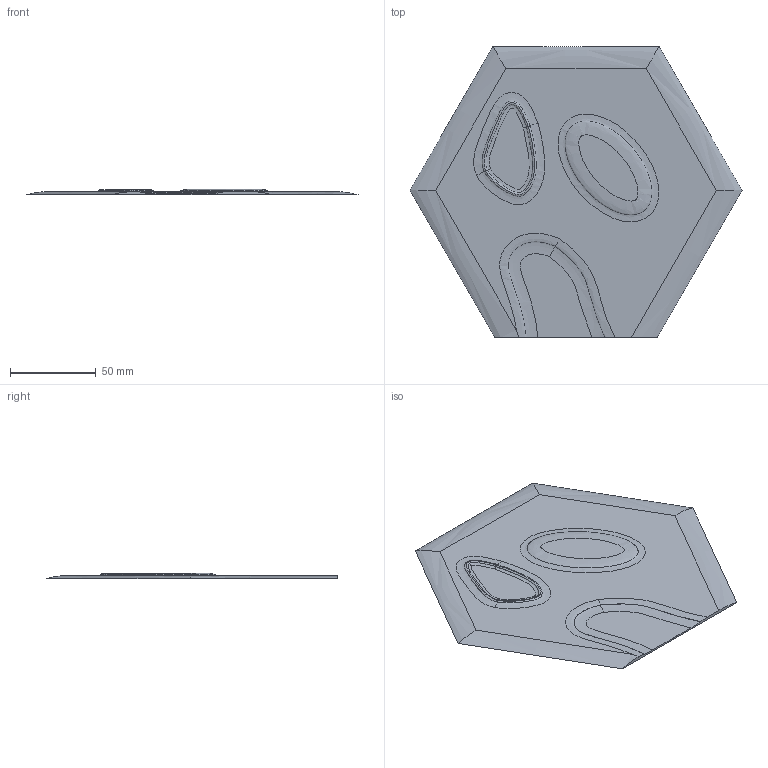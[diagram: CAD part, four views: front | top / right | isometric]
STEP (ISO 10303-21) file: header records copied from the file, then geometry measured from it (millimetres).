
FILE_DESCRIPTION(('STEP AP214'), '1');
FILE_NAME('2.3', '', ('UNSPECIFIED'), ('UNSPECIFIED'), 'C3D Converter', 'C3D Toolkit', '');
FILE_SCHEMA(('AUTOMOTIVE_DESIGN { 1 0 10303 214 3 1 1}'));
Length unit declared in the file: millimetre
Bounding box: 193.97 x 169.99 x 3.5 mm (x, y, z)
Volume: 46248 mm3; surface area: 49738.4 mm2
Topology: 1 solids, 1 shells, 38 faces, 78 edges, 50 vertices
Faces by surface type: bspline 20, plane 12, cylinder 6
Full cylindrical faces by diameter (mm): 5 x6
Entity records: 8965 total; most frequent: CARTESIAN_POINT 7991, ORIENTED_EDGE 136, DIRECTION 76, EDGE_CURVE 68, EDGE_LOOP 54, VERTEX_POINT 48, COLOUR_RGB 39, FILL_AREA_STYLE_COLOUR 39
